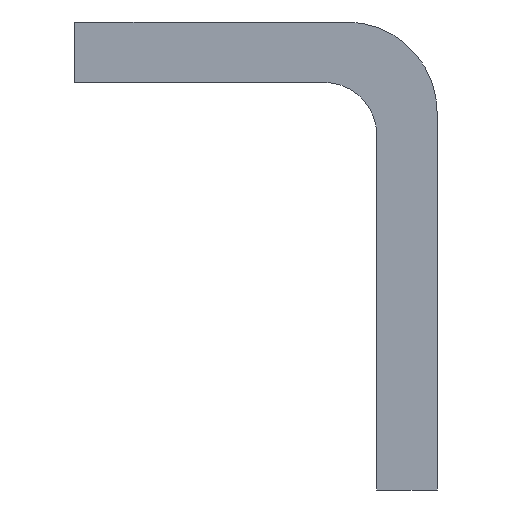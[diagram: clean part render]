
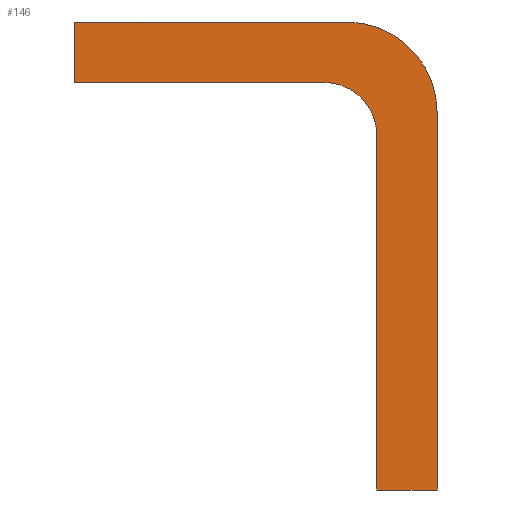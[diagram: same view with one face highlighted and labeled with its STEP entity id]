
A CAD part, front view. The second image highlights one B-rep face of the part: STEP entity #146.
In plain terms, the highlighted planar face has unit normal (0, -1, 0).
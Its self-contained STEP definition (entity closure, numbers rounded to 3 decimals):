
#3 = EDGE_CURVE ( 'NONE', #285, #317, #94, .T. ) ;
#9 = VERTEX_POINT ( 'NONE', #292 ) ;
#12 = CARTESIAN_POINT ( 'NONE',  ( -0.4, -0.4, 0.86 ) ) ;
#18 = AXIS2_PLACEMENT_3D ( 'NONE', #80, #133, #252 ) ;
#20 = EDGE_CURVE ( 'NONE', #9, #166, #263, .T. ) ;
#24 = VERTEX_POINT ( 'NONE', #366 ) ;
#27 = ORIENTED_EDGE ( 'NONE', *, *, #20, .T. ) ;
#42 = LINE ( 'NONE', #152, #82 ) ;
#49 = EDGE_CURVE ( 'NONE', #285, #24, #370, .T. ) ;
#56 = CARTESIAN_POINT ( 'NONE',  ( -0.4, -0.4, 2.36 ) ) ;
#59 = CARTESIAN_POINT ( 'NONE',  ( 0.4, -0.4, 1.16 ) ) ;
#60 = ORIENTED_EDGE ( 'NONE', *, *, #62, .T. ) ;
#61 = AXIS2_PLACEMENT_3D ( 'NONE', #97, #125, #157 ) ;
#62 = EDGE_CURVE ( 'NONE', #116, #259, #183, .T. ) ;
#68 = CARTESIAN_POINT ( 'NONE',  ( -0.4, -0.4, -3.84 ) ) ;
#80 = CARTESIAN_POINT ( 'NONE',  ( -1.1, -0.4, 0.86 ) ) ;
#82 = VECTOR ( 'NONE', #198, 1000. ) ;
#86 = VECTOR ( 'NONE', #208, 1000. ) ;
#94 = LINE ( 'NONE', #323, #247 ) ;
#95 = DIRECTION ( 'NONE',  ( 1., 0., 0. ) ) ;
#97 = CARTESIAN_POINT ( 'NONE',  ( -0.8, -0.4, 1.16 ) ) ;
#100 = CARTESIAN_POINT ( 'NONE',  ( 0.4, -0.4, -3.84 ) ) ;
#102 = DIRECTION ( 'NONE',  ( 1., 0., 0. ) ) ;
#103 = DIRECTION ( 'NONE',  ( 1., 0., 0. ) ) ;
#110 = ORIENTED_EDGE ( 'NONE', *, *, #3, .F. ) ;
#114 = ORIENTED_EDGE ( 'NONE', *, *, #192, .T. ) ;
#116 = VERTEX_POINT ( 'NONE', #12 ) ;
#117 = CARTESIAN_POINT ( 'NONE',  ( -4.4, -0.4, 1.56 ) ) ;
#122 = PLANE ( 'NONE',  #189 ) ;
#125 = DIRECTION ( 'NONE',  ( 0., -1., 0. ) ) ;
#133 = DIRECTION ( 'NONE',  ( 0., 1., 0. ) ) ;
#134 = CIRCLE ( 'NONE', #18, 0.7 ) ;
#146 = ADVANCED_FACE ( 'NONE', ( #210 ), #122, .F. ) ;
#152 = CARTESIAN_POINT ( 'NONE',  ( -4.4, -0.4, 1.56 ) ) ;
#157 = DIRECTION ( 'NONE',  ( 0., 0., 1. ) ) ;
#166 = VERTEX_POINT ( 'NONE', #268 ) ;
#171 = ORIENTED_EDGE ( 'NONE', *, *, #253, .F. ) ;
#177 = VECTOR ( 'NONE', #372, 1000. ) ;
#183 = LINE ( 'NONE', #238, #86 ) ;
#189 = AXIS2_PLACEMENT_3D ( 'NONE', #365, #294, #102 ) ;
#192 = EDGE_CURVE ( 'NONE', #259, #317, #339, .T. ) ;
#198 = DIRECTION ( 'NONE',  ( 0., 0., 1. ) ) ;
#203 = VERTEX_POINT ( 'NONE', #279 ) ;
#208 = DIRECTION ( 'NONE',  ( 0., 0., -1. ) ) ;
#210 = FACE_OUTER_BOUND ( 'NONE', #216, .T. ) ;
#216 = EDGE_LOOP ( 'NONE', ( #110, #261, #171, #333, #27, #315, #60, #114 ) ) ;
#223 = EDGE_CURVE ( 'NONE', #166, #116, #134, .T. ) ;
#238 = CARTESIAN_POINT ( 'NONE',  ( -0.4, -0.4, 2.36 ) ) ;
#247 = VECTOR ( 'NONE', #353, 1000. ) ;
#252 = DIRECTION ( 'NONE',  ( 0., 0., 1. ) ) ;
#253 = EDGE_CURVE ( 'NONE', #203, #24, #257, .T. ) ;
#257 = LINE ( 'NONE', #56, #274 ) ;
#259 = VERTEX_POINT ( 'NONE', #68 ) ;
#261 = ORIENTED_EDGE ( 'NONE', *, *, #49, .T. ) ;
#263 = LINE ( 'NONE', #117, #290 ) ;
#268 = CARTESIAN_POINT ( 'NONE',  ( -1.1, -0.4, 1.56 ) ) ;
#274 = VECTOR ( 'NONE', #103, 1000. ) ;
#279 = CARTESIAN_POINT ( 'NONE',  ( -4.4, -0.4, 2.36 ) ) ;
#285 = VERTEX_POINT ( 'NONE', #59 ) ;
#290 = VECTOR ( 'NONE', #95, 1000. ) ;
#292 = CARTESIAN_POINT ( 'NONE',  ( -4.4, -0.4, 1.56 ) ) ;
#294 = DIRECTION ( 'NONE',  ( 0., 1., 0. ) ) ;
#315 = ORIENTED_EDGE ( 'NONE', *, *, #223, .T. ) ;
#317 = VERTEX_POINT ( 'NONE', #100 ) ;
#323 = CARTESIAN_POINT ( 'NONE',  ( 0.4, -0.4, 2.36 ) ) ;
#333 = ORIENTED_EDGE ( 'NONE', *, *, #364, .F. ) ;
#339 = LINE ( 'NONE', #369, #177 ) ;
#353 = DIRECTION ( 'NONE',  ( 0., 0., -1. ) ) ;
#364 = EDGE_CURVE ( 'NONE', #9, #203, #42, .T. ) ;
#365 = CARTESIAN_POINT ( 'NONE',  ( -0.4, -0.4, 2.36 ) ) ;
#366 = CARTESIAN_POINT ( 'NONE',  ( -0.8, -0.4, 2.36 ) ) ;
#369 = CARTESIAN_POINT ( 'NONE',  ( -0.4, -0.4, -3.84 ) ) ;
#370 = CIRCLE ( 'NONE', #61, 1.2 ) ;
#372 = DIRECTION ( 'NONE',  ( 1., 0., 0. ) ) ;
